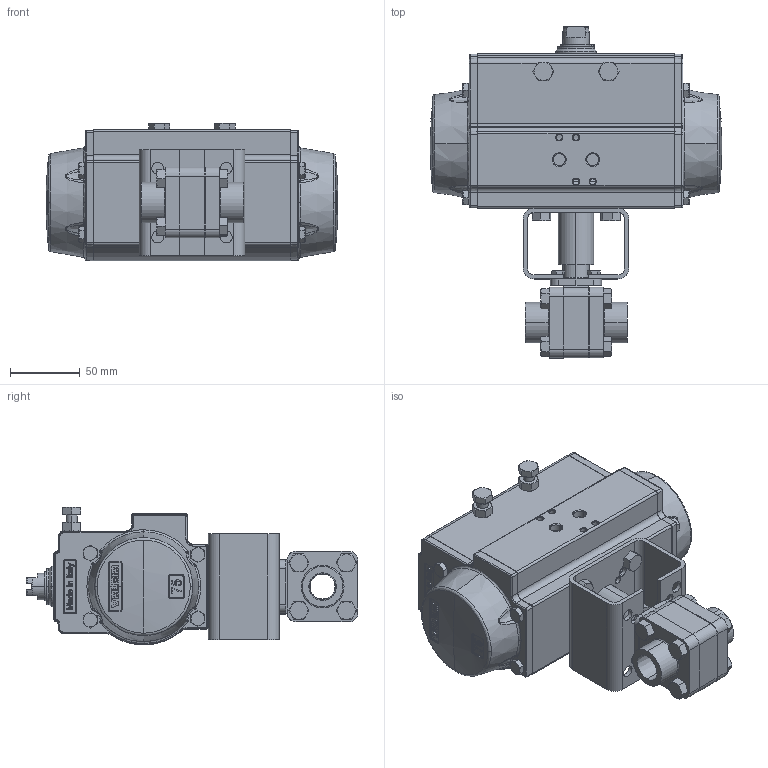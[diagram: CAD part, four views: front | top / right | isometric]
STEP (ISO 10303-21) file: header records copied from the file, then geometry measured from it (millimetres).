
FILE_DESCRIPTION (( 'STEP AP203' ), '1' );
FILE_NAME ('3000R-050-PT_UT-2.STEP', '2017-11-02T14:38:22', ( '' ), ( '' ), 'SwSTEP 2.0', 'SolidWorks 2014', '' );
FILE_SCHEMA (( 'CONFIG_CONTROL_DESIGN' ));
Length unit declared in the file: inch
Products named in the file (1): 3000R-050-PT_UT-2
Bounding box: 209.78 x 238.67 x 99.11 mm (x, y, z)
Surface area: 154184.2 mm2 (no closed solid volume)
Topology: 0 solids, 35 shells, 1360 faces, 4111 edges, 2713 vertices
Faces by surface type: plane 535, bspline 318, cone 251, cylinder 223, sphere 27, torus 6
Entity records: 65918 total; most frequent: CARTESIAN_POINT 32068, ORIENTED_EDGE 7084, DIRECTION 6296, EDGE_CURVE 4095, VERTEX_POINT 2713, AXIS2_PLACEMENT_3D 2345, VECTOR 1606, LINE 1606
